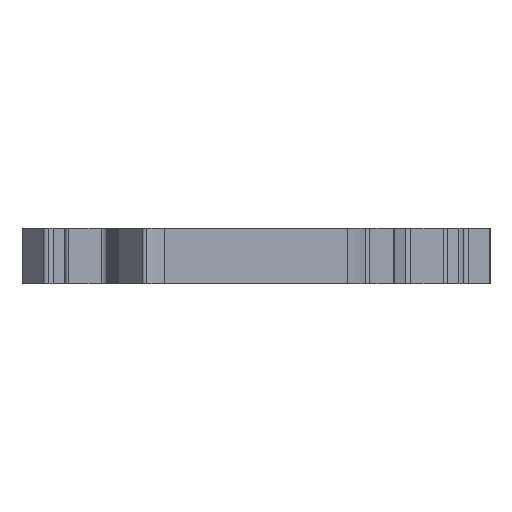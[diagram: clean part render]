
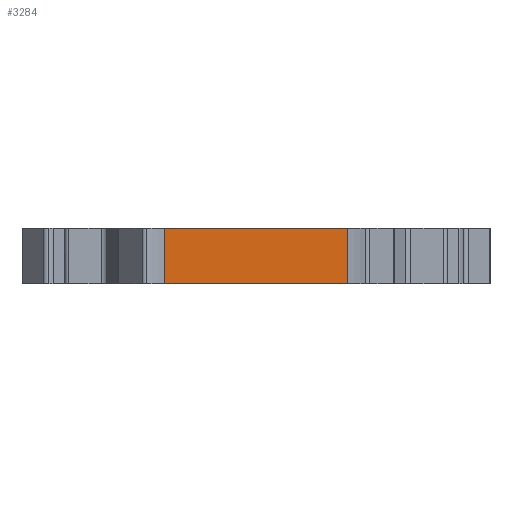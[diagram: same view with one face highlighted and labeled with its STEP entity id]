
A CAD part, front view. The second image highlights one B-rep face of the part: STEP entity #3284.
In plain terms, the highlighted planar face has unit normal (0, -1, 0).
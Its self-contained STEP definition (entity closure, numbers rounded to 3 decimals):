
#368=FACE_OUTER_BOUND('',#544,.T.);
#544=EDGE_LOOP('',(#2935,#2936,#2937,#2938));
#625=LINE('',#4641,#981);
#635=LINE('',#4679,#991);
#904=LINE('',#5796,#1260);
#905=LINE('',#5798,#1261);
#981=VECTOR('',#3721,10.);
#991=VECTOR('',#3755,10.);
#1260=VECTOR('',#4432,10.);
#1261=VECTOR('',#4435,10.);
#1339=VERTEX_POINT('',#4638);
#1340=VERTEX_POINT('',#4640);
#1355=VERTEX_POINT('',#4676);
#1356=VERTEX_POINT('',#4678);
#1675=EDGE_CURVE('',#1339,#1340,#625,.T.);
#1694=EDGE_CURVE('',#1356,#1355,#635,.T.);
#2058=EDGE_CURVE('',#1355,#1340,#904,.T.);
#2059=EDGE_CURVE('',#1356,#1339,#905,.T.);
#2935=ORIENTED_EDGE('',*,*,#1694,.T.);
#2936=ORIENTED_EDGE('',*,*,#2058,.T.);
#2937=ORIENTED_EDGE('',*,*,#1675,.F.);
#2938=ORIENTED_EDGE('',*,*,#2059,.F.);
#3123=PLANE('',#3562);
#3284=ADVANCED_FACE('',(#368),#3123,.T.);
#3562=AXIS2_PLACEMENT_3D('',#5797,#4433,#4434);
#3721=DIRECTION('',(1.,0.,0.));
#3755=DIRECTION('',(1.,0.,0.));
#4432=DIRECTION('',(0.,0.,1.));
#4433=DIRECTION('center_axis',(0.,-1.,0.));
#4434=DIRECTION('ref_axis',(1.,0.,0.));
#4435=DIRECTION('',(0.,0.,1.));
#4638=CARTESIAN_POINT('',(-49.805,-60.802,0.));
#4640=CARTESIAN_POINT('',(49.805,-60.802,0.));
#4641=CARTESIAN_POINT('',(-49.805,-60.802,0.));
#4676=CARTESIAN_POINT('',(49.805,-60.802,-30.));
#4678=CARTESIAN_POINT('',(-49.805,-60.802,-30.));
#4679=CARTESIAN_POINT('',(-49.805,-60.802,-30.));
#5796=CARTESIAN_POINT('',(49.805,-60.802,-30.));
#5797=CARTESIAN_POINT('Origin',(-49.805,-60.802,-30.));
#5798=CARTESIAN_POINT('',(-49.805,-60.802,-30.));
